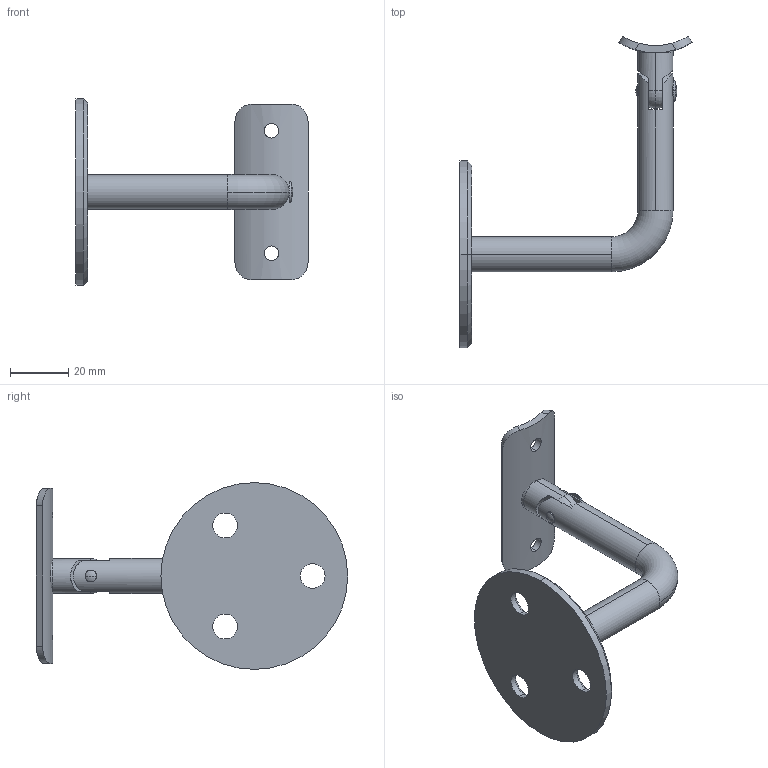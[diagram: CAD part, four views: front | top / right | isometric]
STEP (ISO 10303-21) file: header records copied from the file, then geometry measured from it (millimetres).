
FILE_DESCRIPTION (( 'STEP AP203' ), '1' );
FILE_NAME ('3D_GW2812_42.4_188672310.STEP', '2024-09-27T08:41:58', ( '' ), ( '' ), 'SwSTEP 2.0', 'SolidWorks 2024', '' );
FILE_SCHEMA (( 'CONFIG_CONTROL_DESIGN' ));
Length unit declared in the file: millimetre
Products named in the file (1): 3D_GW2812_42.4_188672310
Bounding box: 79.52 x 106.7 x 64 mm (x, y, z)
Volume: 29902.6 mm3; surface area: 16457.4 mm2
Topology: 6 solids, 6 shells, 75 faces, 176 edges, 113 vertices
Faces by surface type: cylinder 40, plane 17, cone 8, torus 4, sphere 4, bspline 2
Entity records: 2835 total; most frequent: CARTESIAN_POINT 1001, DIRECTION 384, ORIENTED_EDGE 348, EDGE_CURVE 174, AXIS2_PLACEMENT_3D 162, VERTEX_POINT 113, EDGE_LOOP 91, CIRCLE 88
